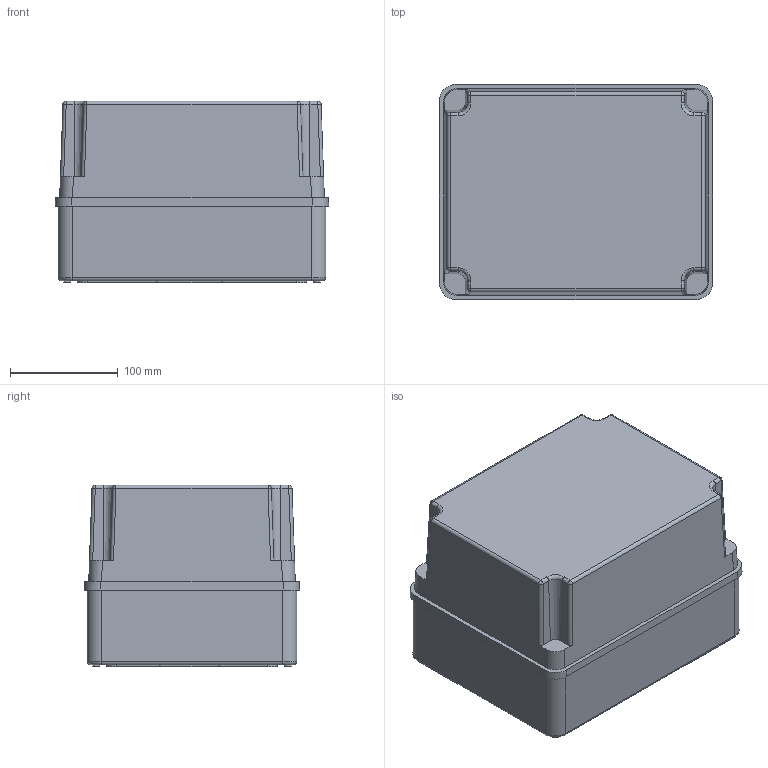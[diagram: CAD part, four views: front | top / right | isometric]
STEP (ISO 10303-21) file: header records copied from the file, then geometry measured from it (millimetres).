
FILE_DESCRIPTION((''),'2;1');
FILE_NAME('GW44218_ASM','2021-07-16T10:57:02',('User'),('Axiro Italia'),'CREO PARAMETRIC BY PTC INC, 2020354','CREO PARAMETRIC BY PTC INC, 2020354','');
FILE_SCHEMA(('CONFIG_CONTROL_DESIGN'));
Length unit declared in the file: millimetre
Products named in the file (3): GW44218_COMPONENTE_B_OR; GW44218_COMPONENTE_A_OR; GW44218_ASM
Assembly tree (2 placements, depth 2):
  GW44218_ASM
    GW44218_COMPONENTE_B_OR
    GW44218_COMPONENTE_A_OR
Bounding box: 254 x 200 x 168.97 mm (x, y, z)
Volume: 896357 mm3; surface area: 509485 mm2
Topology: 2 solids, 2 shells, 886 faces, 2322 edges, 1497 vertices
Faces by surface type: plane 602, cylinder 164, cone 76, torus 32, sphere 8, bspline 4
Entity records: 27266 total; most frequent: CARTESIAN_POINT 5036, ORIENTED_EDGE 4640, DIRECTION 4542, EDGE_CURVE 2320, VECTOR 1804, LINE 1804, VERTEX_POINT 1497, AXIS2_PLACEMENT_3D 1369
